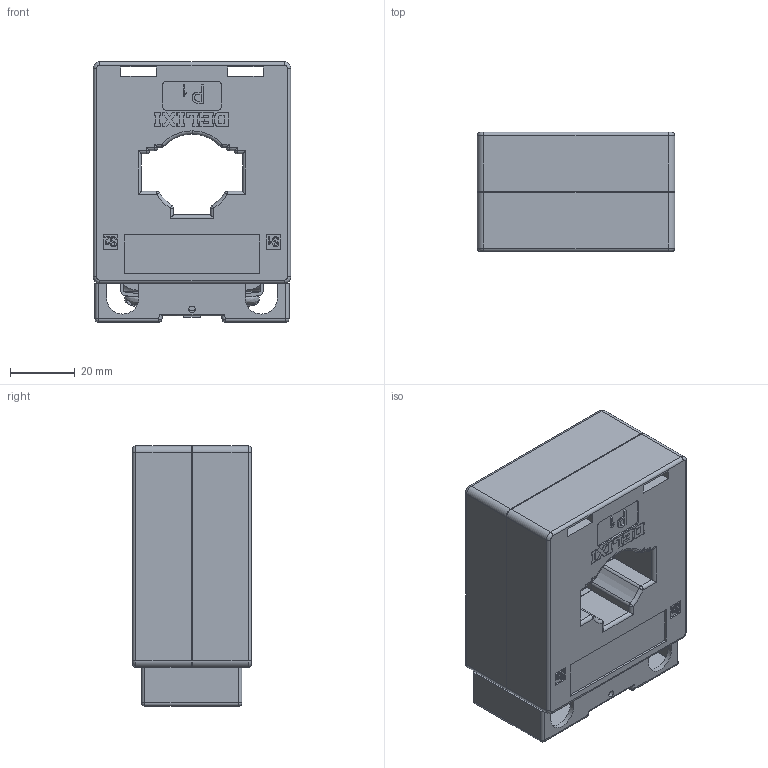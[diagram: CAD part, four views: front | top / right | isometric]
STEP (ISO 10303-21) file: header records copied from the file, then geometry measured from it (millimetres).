
FILE_DESCRIPTION (( 'STEP AP203' ), '1' );
FILE_NAME ('小30东方装配体150-200.STEP', '2023-11-21T03:07:30', ( '微软用户' ), ( '微软中国' ), 'SwSTEP 2.0', 'SolidWorks 2019', '' );
FILE_SCHEMA (( 'CONFIG_CONTROL_DESIGN' ));
Length unit declared in the file: millimetre
Products named in the file (7): 諉盄蹟佪; 裔陔; 諉盄啣; 橾30    P1-3; 苤30陲源蚾饜极150-200; 肣И璃5x10陔; 橾30   P2-3
Assembly tree (9 placements, depth 2):
  苤30陲源蚾饜极150-200
    橾30    P1-3
    橾30   P2-3
    肣И璃5x10陔  x2
    諉盄啣  x2
    諉盄蹟佪  x2
    裔陔
Bounding box: 61 x 36.8 x 80.5 mm (x, y, z)
Volume: 39979.6 mm3; surface area: 54059.5 mm2
Topology: 9 solids, 9 shells, 1229 faces, 3319 edges, 2128 vertices
Faces by surface type: plane 844, cylinder 220, bspline 89, sphere 36, torus 24, cone 16
Entity records: 41732 total; most frequent: CARTESIAN_POINT 12464, ORIENTED_EDGE 6178, DIRECTION 5441, EDGE_CURVE 3089, LINE 2447, VECTOR 2447, VERTEX_POINT 2004, AXIS2_PLACEMENT_3D 1497
